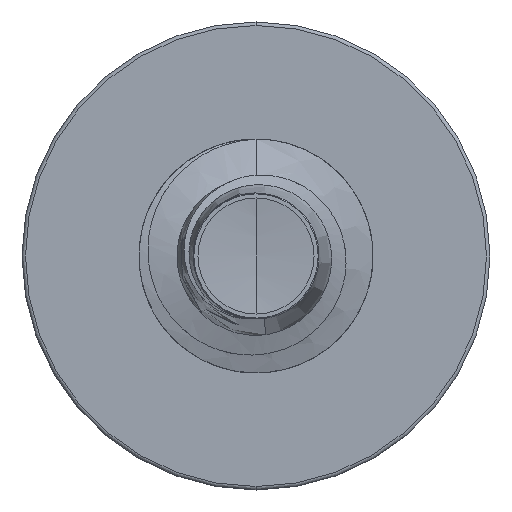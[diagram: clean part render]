
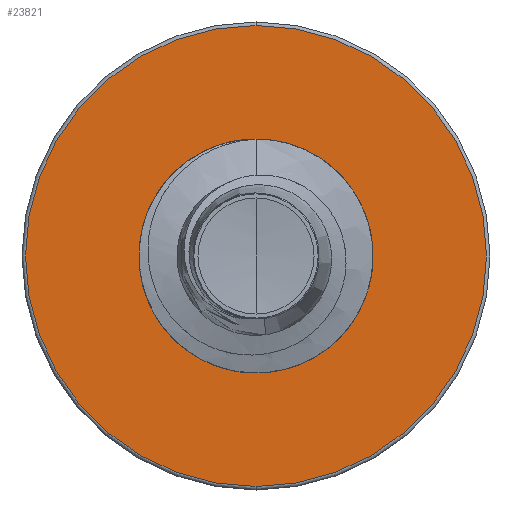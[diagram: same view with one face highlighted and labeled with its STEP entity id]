
A CAD part, front view. The second image highlights one B-rep face of the part: STEP entity #23821.
In plain terms, the highlighted planar face has unit normal (0, -1, 0).
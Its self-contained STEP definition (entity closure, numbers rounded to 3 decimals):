
#73 = EDGE_LOOP ( 'NONE', ( #21616, #15191 ) ) ;
#376 = VERTEX_POINT ( 'NONE', #18981 ) ;
#2630 = DIRECTION ( 'NONE',  ( 0., 0., 1. ) ) ;
#3605 = FACE_BOUND ( 'NONE', #73, .T. ) ;
#3993 = CARTESIAN_POINT ( 'NONE',  ( 0., 22.5, 0. ) ) ;
#4490 = CIRCLE ( 'NONE', #9506, 2.415 ) ;
#6877 = CARTESIAN_POINT ( 'NONE',  ( 0., 22.5, 0. ) ) ;
#6927 = DIRECTION ( 'NONE',  ( 0., 0., 1. ) ) ;
#7494 = AXIS2_PLACEMENT_3D ( 'NONE', #10409, #12890, #26517 ) ;
#9398 = AXIS2_PLACEMENT_3D ( 'NONE', #25970, #14425, #27704 ) ;
#9506 = AXIS2_PLACEMENT_3D ( 'NONE', #6877, #22408, #9603 ) ;
#9603 = DIRECTION ( 'NONE',  ( 0., 0., 1. ) ) ;
#10409 = CARTESIAN_POINT ( 'NONE',  ( 0., 22.5, -2.415 ) ) ;
#10807 = ORIENTED_EDGE ( 'NONE', *, *, #20393, .F. ) ;
#12890 = DIRECTION ( 'NONE',  ( 0., 1., 0. ) ) ;
#13442 = VERTEX_POINT ( 'NONE', #19312 ) ;
#13916 = CIRCLE ( 'NONE', #15379, 2.415 ) ;
#14425 = DIRECTION ( 'NONE',  ( 0., 1., 0. ) ) ;
#15191 = ORIENTED_EDGE ( 'NONE', *, *, #22354, .T. ) ;
#15379 = AXIS2_PLACEMENT_3D ( 'NONE', #3993, #20569, #6927 ) ;
#15620 = FACE_OUTER_BOUND ( 'NONE', #22974, .T. ) ;
#16696 = VERTEX_POINT ( 'NONE', #26564 ) ;
#17704 = DIRECTION ( 'NONE',  ( 0., 1., 0. ) ) ;
#18981 = CARTESIAN_POINT ( 'NONE',  ( 0., 22.5, 4.925 ) ) ;
#19312 = CARTESIAN_POINT ( 'NONE',  ( 0., 22.5, -4.925 ) ) ;
#20393 = EDGE_CURVE ( 'NONE', #376, #13442, #23267, .T. ) ;
#20569 = DIRECTION ( 'NONE',  ( 0., 1., 0. ) ) ;
#21616 = ORIENTED_EDGE ( 'NONE', *, *, #22774, .T. ) ;
#22354 = EDGE_CURVE ( 'NONE', #23947, #16696, #13916, .T. ) ;
#22408 = DIRECTION ( 'NONE',  ( 0., 1., 0. ) ) ;
#22774 = EDGE_CURVE ( 'NONE', #16696, #23947, #4490, .T. ) ;
#22779 = EDGE_CURVE ( 'NONE', #13442, #376, #26833, .T. ) ;
#22974 = EDGE_LOOP ( 'NONE', ( #10807, #28051 ) ) ;
#22979 = PLANE ( 'NONE',  #7494 ) ;
#23136 = CARTESIAN_POINT ( 'NONE',  ( 0., 22.5, -2.415 ) ) ;
#23267 = CIRCLE ( 'NONE', #28738, 4.925 ) ;
#23821 = ADVANCED_FACE ( 'NONE', ( #15620, #3605 ), #22979, .F. ) ;
#23947 = VERTEX_POINT ( 'NONE', #23136 ) ;
#25970 = CARTESIAN_POINT ( 'NONE',  ( 0., 22.5, 0. ) ) ;
#26517 = DIRECTION ( 'NONE',  ( 0., 0., 1. ) ) ;
#26564 = CARTESIAN_POINT ( 'NONE',  ( 0., 22.5, 2.415 ) ) ;
#26833 = CIRCLE ( 'NONE', #9398, 4.925 ) ;
#27704 = DIRECTION ( 'NONE',  ( 0., 0., 1. ) ) ;
#28051 = ORIENTED_EDGE ( 'NONE', *, *, #22779, .F. ) ;
#28591 = CARTESIAN_POINT ( 'NONE',  ( 0., 22.5, 0. ) ) ;
#28738 = AXIS2_PLACEMENT_3D ( 'NONE', #28591, #17704, #2630 ) ;
